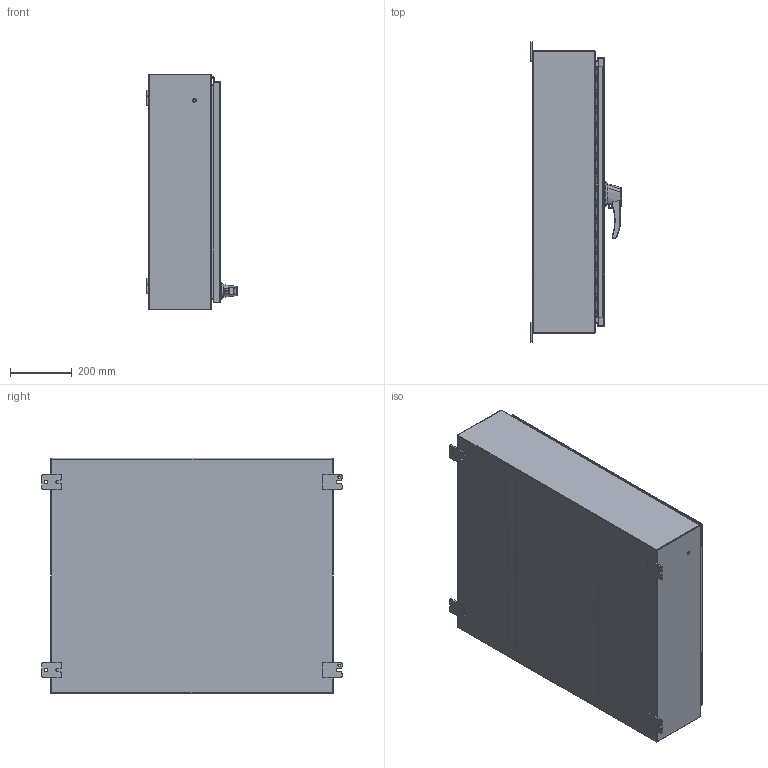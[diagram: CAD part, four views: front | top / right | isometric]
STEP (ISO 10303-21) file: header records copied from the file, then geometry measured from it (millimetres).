
FILE_DESCRIPTION (( 'STEP AP214' ), '1' );
FILE_NAME ('HW36308GYHK.STEP', '2019-08-21T15:12:31', ( '' ), ( '' ), 'SwSTEP 2.0', 'SolidWorks 2018', '' );
FILE_SCHEMA (( 'AUTOMOTIVE_DESIGN' ));
Length unit declared in the file: inch
Products named in the file (1): HW36308GYHK
Bounding box: 292.4 x 971.55 x 762 mm (x, y, z)
Volume: 5085398.1 mm3; surface area: 5267033.9 mm2
Topology: 46 solids, 47 shells, 1615 faces, 4065 edges, 2584 vertices
Faces by surface type: plane 789, cylinder 653, bspline 105, cone 68
Entity records: 107831 total; most frequent: CARTESIAN_POINT 48225, ORIENTED_EDGE 8114, DIRECTION 7692, EDGE_CURVE 4057, AXIS2_PLACEMENT_3D 2644, VERTEX_POINT 2584, LINE 2404, VECTOR 2404
